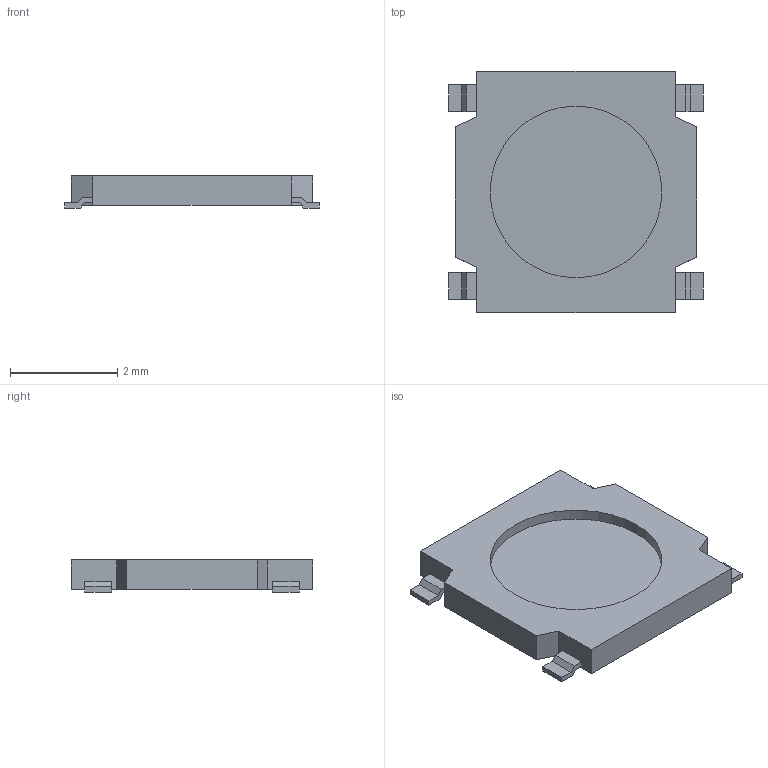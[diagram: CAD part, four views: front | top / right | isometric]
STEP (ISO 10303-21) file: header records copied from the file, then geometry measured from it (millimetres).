
FILE_DESCRIPTION(('FreeCAD Model'),'2;1');
FILE_NAME('Open CASCADE Shape Model','2025-02-12T20:53:25',(''),(''), 'Open CASCADE STEP processor 7.7','FreeCAD','Unknown');
FILE_SCHEMA(('AUTOMOTIVE_DESIGN { 1 0 10303 214 1 1 1 1 }'));
Length unit declared in the file: millimetre
Products named in the file (1): Body
Bounding box: 4.75 x 4.5 x 0.6 mm (x, y, z)
Volume: 8.8 mm3; surface area: 51.8 mm2
Topology: 1 solids, 1 shells, 52 faces, 135 edges, 90 vertices
Faces by surface type: plane 51, cylinder 1
Full cylindrical faces by diameter (mm): 3.2 x1
Entity records: 1583 total; most frequent: CARTESIAN_POINT 278, ORIENTED_EDGE 270, DIRECTION 243, EDGE_CURVE 135, LINE 133, VECTOR 133, VERTEX_POINT 90, FACE_BOUND 57
